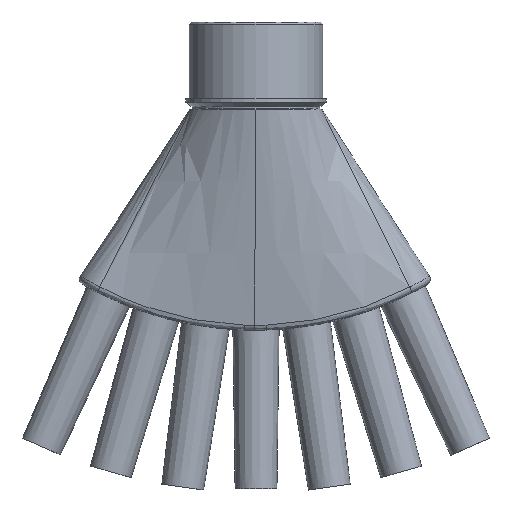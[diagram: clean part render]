
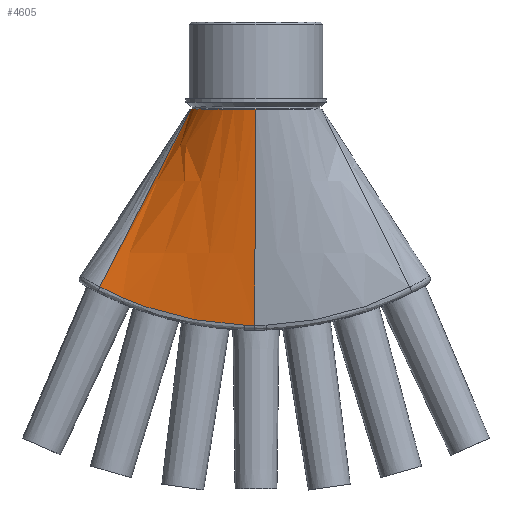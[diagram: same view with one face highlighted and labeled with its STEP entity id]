
A CAD part, left-side view. The second image highlights one B-rep face of the part: STEP entity #4605.
In plain terms, the highlighted free-form (B-spline) face has degree [3, 3] with [9, 4] control points.
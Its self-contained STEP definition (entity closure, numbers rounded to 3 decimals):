
#46=CIRCLE($,#4751,23.701);
#362=LINE($,#12655,#565);
#363=LINE($,#12692,#566);
#565=VECTOR($,#5398,71.741);
#566=VECTOR($,#5399,78.095);
#942=FACE_OUTER_BOUND($,#1277,.T.);
#1277=EDGE_LOOP($,(#4157,#4158,#4159,#4160,#4161));
#1708=B_SPLINE_CURVE_WITH_KNOTS($,3,(#12460,#12461,#12462,#12463),
 .UNSPECIFIED.,.F.,.F.,(4,4),(0.,0.362),
 .UNSPECIFIED.);
#1711=B_SPLINE_CURVE_WITH_KNOTS($,3,(#12608,#12609,#12610,#12611,#12612,
#12613,#12614),.UNSPECIFIED.,.F.,.F.,(4,1,1,1,4),(-5.378,-3.844,
-2.306,-0.769,0.),.UNSPECIFIED.);
#2116=VERTEX_POINT($,#11511);
#2117=VERTEX_POINT($,#11513);
#2167=VERTEX_POINT($,#12250);
#2170=VERTEX_POINT($,#12459);
#2171=VERTEX_POINT($,#12561);
#2769=EDGE_CURVE($,#2117,#2116,#46,.T.);
#2835=EDGE_CURVE($,#2167,#2170,#1708,.T.);
#2840=EDGE_CURVE($,#2170,#2171,#1711,.T.);
#2841=EDGE_CURVE($,#2116,#2171,#362,.T.);
#2842=EDGE_CURVE($,#2117,#2167,#363,.T.);
#4157=ORIENTED_EDGE($,*,*,#2840,.F.);
#4158=ORIENTED_EDGE($,*,*,#2835,.F.);
#4159=ORIENTED_EDGE($,*,*,#2842,.F.);
#4160=ORIENTED_EDGE($,*,*,#2769,.T.);
#4161=ORIENTED_EDGE($,*,*,#2841,.T.);
#4308=B_SPLINE_SURFACE_WITH_KNOTS($,3,3,((#12656,#12657,#12658,#12659),
(#12660,#12661,#12662,#12663),(#12664,#12665,#12666,#12667),(#12668,#12669,
#12670,#12671),(#12672,#12673,#12674,#12675),(#12676,#12677,#12678,#12679),
(#12680,#12681,#12682,#12683),(#12684,#12685,#12686,#12687),(#12688,#12689,
#12690,#12691)),.UNSPECIFIED.,.F.,.F.,.F.,(4,1,1,1,1,1,4),(4,4),(0.,0.143,
0.286,0.429,0.571,0.857,
1.),(0.,0.978),.UNSPECIFIED.);
#4605=ADVANCED_FACE($,(#942),#4308,.T.);
#4751=AXIS2_PLACEMENT_3D($,#11514,#5275,#5276);
#5275=DIRECTION('center_axis',(0.,0.,
-1.));
#5276=DIRECTION('ref_axis',(-1.,0.,0.));
#5398=DIRECTION($,(-0.084,0.455,-0.887));
#5399=DIRECTION($,(0.136,0.007,-0.991));
#11511=CARTESIAN_POINT('',(-4.422,23.284,-4.));
#11513=CARTESIAN_POINT('',(-23.701,0.,-4.));
#11514=CARTESIAN_POINT('Origin',(0.,0.,
-4.));
#12250=CARTESIAN_POINT('',(-13.109,0.553,-81.371));
#12459=CARTESIAN_POINT('',(-13.056,4.171,-81.37));
#12460=CARTESIAN_POINT('Ctrl Pts',(-13.109,0.553,
-81.371));
#12461=CARTESIAN_POINT('Ctrl Pts',(-13.092,1.759,-81.371));
#12462=CARTESIAN_POINT('Ctrl Pts',(-13.074,2.965,-81.371));
#12463=CARTESIAN_POINT('Ctrl Pts',(-13.056,4.171,-81.37));
#12561=CARTESIAN_POINT('',(-10.481,55.921,-67.6));
#12608=CARTESIAN_POINT('Ctrl Pts',(-13.056,4.171,-81.37));
#12609=CARTESIAN_POINT('Ctrl Pts',(-13.001,9.286,-81.204));
#12610=CARTESIAN_POINT('Ctrl Pts',(-12.97,19.506,-80.208));
#12611=CARTESIAN_POINT('Ctrl Pts',(-12.85,34.578,-76.722));
#12612=CARTESIAN_POINT('Ctrl Pts',(-12.068,46.726,-72.182));
#12613=CARTESIAN_POINT('Ctrl Pts',(-10.911,53.677,-68.782));
#12614=CARTESIAN_POINT('Ctrl Pts',(-10.481,55.921,-67.6));
#12655=CARTESIAN_POINT($,(-4.422,23.284,-4.));
#12656=CARTESIAN_POINT('Ctrl Pts',(-23.701,0.,
-4.));
#12657=CARTESIAN_POINT('Ctrl Pts',(-20.17,0.184,
-29.79));
#12658=CARTESIAN_POINT('Ctrl Pts',(-16.64,0.368,-55.581));
#12659=CARTESIAN_POINT('Ctrl Pts',(-13.109,0.553,-81.371));
#12660=CARTESIAN_POINT('Ctrl Pts',(-23.701,1.561,-4.));
#12661=CARTESIAN_POINT('Ctrl Pts',(-20.156,2.219,-29.79));
#12662=CARTESIAN_POINT('Ctrl Pts',(-16.611,2.878,-55.581));
#12663=CARTESIAN_POINT('Ctrl Pts',(-13.067,3.536,-81.371));
#12664=CARTESIAN_POINT('Ctrl Pts',(-23.385,4.922,-4.));
#12665=CARTESIAN_POINT('Ctrl Pts',(-19.913,6.566,-29.79));
#12666=CARTESIAN_POINT('Ctrl Pts',(-16.442,8.207,-55.581));
#12667=CARTESIAN_POINT('Ctrl Pts',(-12.969,9.851,-81.371));
#12668=CARTESIAN_POINT('Ctrl Pts',(-21.67,10.127,-4.));
#12669=CARTESIAN_POINT('Ctrl Pts',(-18.71,13.39,-29.79));
#12670=CARTESIAN_POINT('Ctrl Pts',(-15.748,16.656,-55.581));
#12671=CARTESIAN_POINT('Ctrl Pts',(-12.788,19.919,-81.371));
#12672=CARTESIAN_POINT('Ctrl Pts',(-18.733,14.86,-4.));
#12673=CARTESIAN_POINT('Ctrl Pts',(-16.681,19.949,-29.79));
#12674=CARTESIAN_POINT('Ctrl Pts',(-14.63,25.035,-55.581));
#12675=CARTESIAN_POINT('Ctrl Pts',(-12.578,30.124,-81.371));
#12676=CARTESIAN_POINT('Ctrl Pts',(-13.646,19.934,-4.));
#12677=CARTESIAN_POINT('Ctrl Pts',(-13.19,27.726,-29.79));
#12678=CARTESIAN_POINT('Ctrl Pts',(-12.734,35.518,-55.581));
#12679=CARTESIAN_POINT('Ctrl Pts',(-12.278,43.31,-81.371));
#12680=CARTESIAN_POINT('Ctrl Pts',(-7.99,22.529,-4.));
#12681=CARTESIAN_POINT('Ctrl Pts',(-9.323,33.339,-29.79));
#12682=CARTESIAN_POINT('Ctrl Pts',(-10.654,44.155,-55.581));
#12683=CARTESIAN_POINT('Ctrl Pts',(-11.987,54.965,-81.371));
#12684=CARTESIAN_POINT('Ctrl Pts',(-5.146,23.147,-4.));
#12685=CARTESIAN_POINT('Ctrl Pts',(-7.374,35.849,-29.79));
#12686=CARTESIAN_POINT('Ctrl Pts',(-9.606,48.54,-55.581));
#12687=CARTESIAN_POINT('Ctrl Pts',(-11.834,61.242,-81.371));
#12688=CARTESIAN_POINT('Ctrl Pts',(-4.422,23.284,-4.));
#12689=CARTESIAN_POINT('Ctrl Pts',(-6.879,36.519,-29.79));
#12690=CARTESIAN_POINT('Ctrl Pts',(-9.336,49.753,-55.581));
#12691=CARTESIAN_POINT('Ctrl Pts',(-11.793,62.988,-81.371));
#12692=CARTESIAN_POINT($,(-23.701,0.,-4.));
